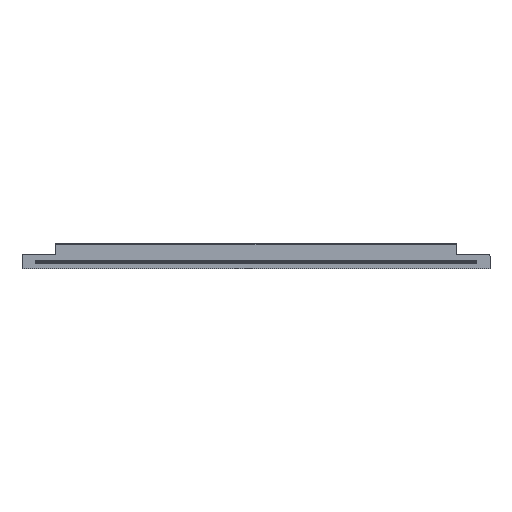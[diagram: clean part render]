
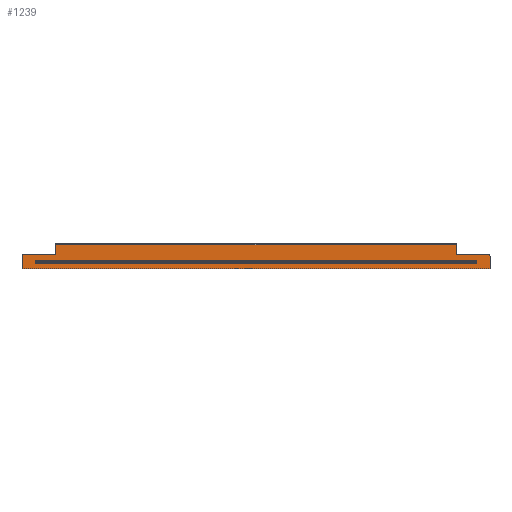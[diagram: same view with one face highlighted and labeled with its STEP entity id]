
A CAD part, front view. The second image highlights one B-rep face of the part: STEP entity #1239.
In plain terms, the highlighted planar face has unit normal (0, -1, 0).
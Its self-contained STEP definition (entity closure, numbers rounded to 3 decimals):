
#5 = VERTEX_POINT ( 'NONE', #1252 ) ;
#21 = CARTESIAN_POINT ( 'NONE',  ( 348., 9.3, -0.7 ) ) ;
#43 = ORIENTED_EDGE ( 'NONE', *, *, #1744, .T. ) ;
#48 = CARTESIAN_POINT ( 'NONE',  ( 348., 9.3, 8.75 ) ) ;
#59 = CARTESIAN_POINT ( 'NONE',  ( 348., 9.3, 25.45 ) ) ;
#61 = CARTESIAN_POINT ( 'NONE',  ( -346., 9.3, 10.75 ) ) ;
#73 = ORIENTED_EDGE ( 'NONE', *, *, #1309, .T. ) ;
#79 = DIRECTION ( 'NONE',  ( -1., 0., 0. ) ) ;
#81 = CARTESIAN_POINT ( 'NONE',  ( -328., 9.3, -0.7 ) ) ;
#97 = DIRECTION ( 'NONE',  ( 0., 0., 1. ) ) ;
#107 = CARTESIAN_POINT ( 'NONE',  ( -298., 9.3, 25.45 ) ) ;
#110 = EDGE_CURVE ( 'NONE', #438, #425, #1427, .T. ) ;
#115 = LINE ( 'NONE', #235, #1533 ) ;
#163 = LINE ( 'NONE', #595, #1130 ) ;
#169 = ORIENTED_EDGE ( 'NONE', *, *, #1547, .F. ) ;
#191 = CARTESIAN_POINT ( 'NONE',  ( -328., 9.3, 0.7 ) ) ;
#193 = DIRECTION ( 'NONE',  ( 0., 0., -1. ) ) ;
#235 = CARTESIAN_POINT ( 'NONE',  ( 348., 9.3, 10.75 ) ) ;
#243 = VERTEX_POINT ( 'NONE', #1633 ) ;
#272 = CARTESIAN_POINT ( 'NONE',  ( -301., 9.3, 13.75 ) ) ;
#282 = DIRECTION ( 'NONE',  ( 0., 0., -1. ) ) ;
#295 = CARTESIAN_POINT ( 'NONE',  ( -346., 9.3, 8.75 ) ) ;
#302 = VERTEX_POINT ( 'NONE', #1513 ) ;
#315 = EDGE_CURVE ( 'NONE', #591, #524, #833, .T. ) ;
#339 = EDGE_CURVE ( 'NONE', #719, #1641, #822, .T. ) ;
#357 = VERTEX_POINT ( 'NONE', #48 ) ;
#358 = CARTESIAN_POINT ( 'NONE',  ( 348., 9.3, 25.45 ) ) ;
#359 = ORIENTED_EDGE ( 'NONE', *, *, #638, .F. ) ;
#385 = CARTESIAN_POINT ( 'NONE',  ( 328., 9.3, 0.7 ) ) ;
#389 = VERTEX_POINT ( 'NONE', #385 ) ;
#393 = VERTEX_POINT ( 'NONE', #191 ) ;
#410 = DIRECTION ( 'NONE',  ( 0., 0., 1. ) ) ;
#425 = VERTEX_POINT ( 'NONE', #81 ) ;
#428 = DIRECTION ( 'NONE',  ( -1., 0., 0. ) ) ;
#434 = DIRECTION ( 'NONE',  ( 0., 0., 1. ) ) ;
#436 = DIRECTION ( 'NONE',  ( 0., 0., 1. ) ) ;
#437 = VECTOR ( 'NONE', #428, 1000. ) ;
#438 = VERTEX_POINT ( 'NONE', #703 ) ;
#444 = EDGE_CURVE ( 'NONE', #357, #666, #1627, .T. ) ;
#457 = DIRECTION ( 'NONE',  ( 0., -1., 0. ) ) ;
#491 = LINE ( 'NONE', #1321, #605 ) ;
#513 = EDGE_CURVE ( 'NONE', #748, #719, #1382, .T. ) ;
#524 = VERTEX_POINT ( 'NONE', #751 ) ;
#533 = CARTESIAN_POINT ( 'NONE',  ( 346., 9.3, 8.75 ) ) ;
#569 = LINE ( 'NONE', #1519, #1815 ) ;
#575 = VERTEX_POINT ( 'NONE', #1348 ) ;
#577 = AXIS2_PLACEMENT_3D ( 'NONE', #533, #1961, #1167 ) ;
#591 = VERTEX_POINT ( 'NONE', #1216 ) ;
#595 = CARTESIAN_POINT ( 'NONE',  ( 348., 9.3, 10.75 ) ) ;
#605 = VECTOR ( 'NONE', #79, 1000. ) ;
#635 = DIRECTION ( 'NONE',  ( 0., 0., 1. ) ) ;
#638 = EDGE_CURVE ( 'NONE', #438, #389, #1398, .T. ) ;
#646 = ORIENTED_EDGE ( 'NONE', *, *, #1051, .T. ) ;
#666 = VERTEX_POINT ( 'NONE', #932 ) ;
#675 = DIRECTION ( 'NONE',  ( 0., 1., 0. ) ) ;
#687 = LINE ( 'NONE', #1461, #437 ) ;
#703 = CARTESIAN_POINT ( 'NONE',  ( 328., 9.3, -0.7 ) ) ;
#719 = VERTEX_POINT ( 'NONE', #1131 ) ;
#748 = VERTEX_POINT ( 'NONE', #1936 ) ;
#751 = CARTESIAN_POINT ( 'NONE',  ( -301., 9.3, 10.75 ) ) ;
#759 = EDGE_CURVE ( 'NONE', #389, #393, #491, .T. ) ;
#770 = LINE ( 'NONE', #1068, #1484 ) ;
#814 = FACE_BOUND ( 'NONE', #1844, .T. ) ;
#822 = LINE ( 'NONE', #59, #1894 ) ;
#827 = ORIENTED_EDGE ( 'NONE', *, *, #513, .T. ) ;
#833 = CIRCLE ( 'NONE', #1999, 3. ) ;
#838 = EDGE_CURVE ( 'NONE', #5, #575, #687, .T. ) ;
#850 = EDGE_CURVE ( 'NONE', #243, #748, #1582, .T. ) ;
#860 = DIRECTION ( 'NONE',  ( -1., 0., 0. ) ) ;
#871 = VECTOR ( 'NONE', #1881, 1000. ) ;
#877 = CARTESIAN_POINT ( 'NONE',  ( 301., 9.3, 13.75 ) ) ;
#920 = ORIENTED_EDGE ( 'NONE', *, *, #110, .T. ) ;
#932 = CARTESIAN_POINT ( 'NONE',  ( 346., 9.3, 10.75 ) ) ;
#940 = CARTESIAN_POINT ( 'NONE',  ( -348., 9.3, -0.7 ) ) ;
#960 = CARTESIAN_POINT ( 'NONE',  ( 348., 9.3, -0.7 ) ) ;
#965 = AXIS2_PLACEMENT_3D ( 'NONE', #295, #457, #635 ) ;
#1051 = EDGE_CURVE ( 'NONE', #524, #2034, #163, .T. ) ;
#1068 = CARTESIAN_POINT ( 'NONE',  ( -328., 9.3, -10.25 ) ) ;
#1130 = VECTOR ( 'NONE', #1704, 1000. ) ;
#1131 = CARTESIAN_POINT ( 'NONE',  ( 298., 9.3, 25.45 ) ) ;
#1139 = FACE_OUTER_BOUND ( 'NONE', #1180, .T. ) ;
#1145 = DIRECTION ( 'NONE',  ( -1., 0., 0. ) ) ;
#1167 = DIRECTION ( 'NONE',  ( 0., 0., 1. ) ) ;
#1180 = EDGE_LOOP ( 'NONE', ( #169, #1635, #73, #1729, #827, #2017, #1575, #1761, #646, #1832, #43, #1212 ) ) ;
#1212 = ORIENTED_EDGE ( 'NONE', *, *, #838, .F. ) ;
#1213 = DIRECTION ( 'NONE',  ( 0., 0., 1. ) ) ;
#1216 = CARTESIAN_POINT ( 'NONE',  ( -298., 9.3, 13.75 ) ) ;
#1239 = ADVANCED_FACE ( 'NONE', ( #814, #1139 ), #1763, .F. ) ;
#1250 = DIRECTION ( 'NONE',  ( 0., 0., -1. ) ) ;
#1252 = CARTESIAN_POINT ( 'NONE',  ( 348., 9.3, -10.25 ) ) ;
#1264 = VECTOR ( 'NONE', #1250, 1000. ) ;
#1297 = VECTOR ( 'NONE', #1145, 1000. ) ;
#1309 = EDGE_CURVE ( 'NONE', #666, #243, #115, .T. ) ;
#1321 = CARTESIAN_POINT ( 'NONE',  ( 348., 9.3, 0.7 ) ) ;
#1337 = DIRECTION ( 'NONE',  ( -1., 0., 0. ) ) ;
#1348 = CARTESIAN_POINT ( 'NONE',  ( -348., 9.3, -10.25 ) ) ;
#1349 = LINE ( 'NONE', #960, #1856 ) ;
#1373 = LINE ( 'NONE', #940, #1264 ) ;
#1382 = LINE ( 'NONE', #2022, #1460 ) ;
#1398 = LINE ( 'NONE', #2032, #871 ) ;
#1427 = LINE ( 'NONE', #21, #1297 ) ;
#1460 = VECTOR ( 'NONE', #97, 1000. ) ;
#1461 = CARTESIAN_POINT ( 'NONE',  ( 348., 9.3, -10.25 ) ) ;
#1471 = ORIENTED_EDGE ( 'NONE', *, *, #759, .F. ) ;
#1479 = EDGE_CURVE ( 'NONE', #2034, #302, #1955, .T. ) ;
#1484 = VECTOR ( 'NONE', #410, 1000. ) ;
#1505 = DIRECTION ( 'NONE',  ( 0., 1., 0. ) ) ;
#1513 = CARTESIAN_POINT ( 'NONE',  ( -348., 9.3, 8.75 ) ) ;
#1519 = CARTESIAN_POINT ( 'NONE',  ( -298., 9.3, 25.45 ) ) ;
#1533 = VECTOR ( 'NONE', #860, 1000. ) ;
#1547 = EDGE_CURVE ( 'NONE', #357, #5, #1349, .T. ) ;
#1575 = ORIENTED_EDGE ( 'NONE', *, *, #1743, .T. ) ;
#1582 = CIRCLE ( 'NONE', #1770, 3. ) ;
#1627 = CIRCLE ( 'NONE', #577, 2. ) ;
#1633 = CARTESIAN_POINT ( 'NONE',  ( 301., 9.3, 10.75 ) ) ;
#1635 = ORIENTED_EDGE ( 'NONE', *, *, #444, .T. ) ;
#1641 = VERTEX_POINT ( 'NONE', #107 ) ;
#1692 = DIRECTION ( 'NONE',  ( 0., 1., 0. ) ) ;
#1697 = AXIS2_PLACEMENT_3D ( 'NONE', #358, #675, #436 ) ;
#1704 = DIRECTION ( 'NONE',  ( -1., 0., 0. ) ) ;
#1724 = EDGE_CURVE ( 'NONE', #425, #393, #770, .T. ) ;
#1729 = ORIENTED_EDGE ( 'NONE', *, *, #850, .T. ) ;
#1743 = EDGE_CURVE ( 'NONE', #1641, #591, #569, .T. ) ;
#1744 = EDGE_CURVE ( 'NONE', #302, #575, #1373, .T. ) ;
#1761 = ORIENTED_EDGE ( 'NONE', *, *, #315, .T. ) ;
#1763 = PLANE ( 'NONE',  #1697 ) ;
#1770 = AXIS2_PLACEMENT_3D ( 'NONE', #877, #1505, #1213 ) ;
#1774 = ORIENTED_EDGE ( 'NONE', *, *, #1724, .T. ) ;
#1815 = VECTOR ( 'NONE', #282, 1000. ) ;
#1832 = ORIENTED_EDGE ( 'NONE', *, *, #1479, .T. ) ;
#1844 = EDGE_LOOP ( 'NONE', ( #359, #920, #1774, #1471 ) ) ;
#1856 = VECTOR ( 'NONE', #193, 1000. ) ;
#1881 = DIRECTION ( 'NONE',  ( 0., 0., 1. ) ) ;
#1894 = VECTOR ( 'NONE', #1337, 1000. ) ;
#1936 = CARTESIAN_POINT ( 'NONE',  ( 298., 9.3, 13.75 ) ) ;
#1955 = CIRCLE ( 'NONE', #965, 2. ) ;
#1961 = DIRECTION ( 'NONE',  ( 0., -1., 0. ) ) ;
#1999 = AXIS2_PLACEMENT_3D ( 'NONE', #272, #1692, #434 ) ;
#2017 = ORIENTED_EDGE ( 'NONE', *, *, #339, .T. ) ;
#2022 = CARTESIAN_POINT ( 'NONE',  ( 298., 9.3, 25.45 ) ) ;
#2032 = CARTESIAN_POINT ( 'NONE',  ( 328., 9.3, -10.25 ) ) ;
#2034 = VERTEX_POINT ( 'NONE', #61 ) ;
